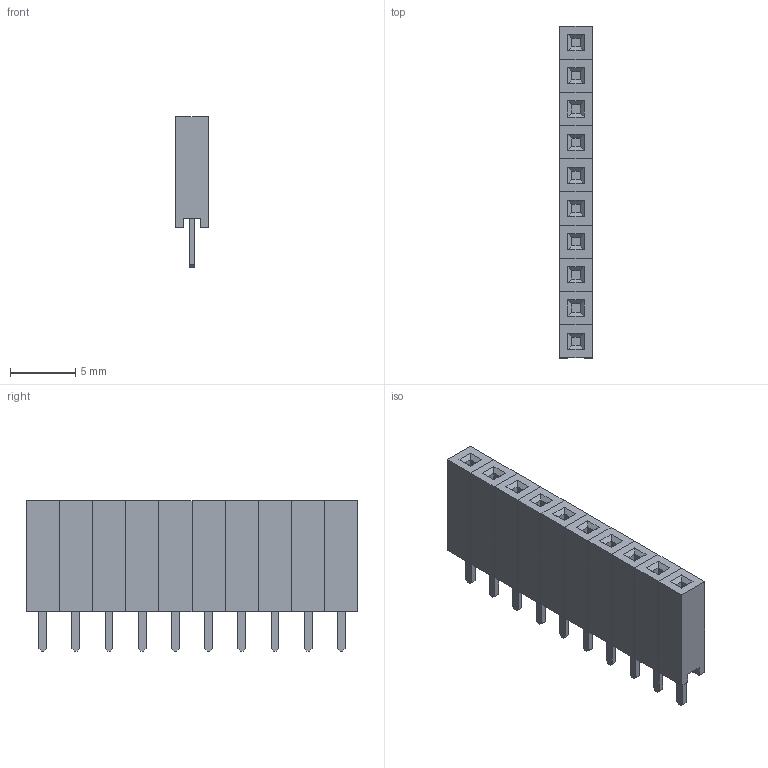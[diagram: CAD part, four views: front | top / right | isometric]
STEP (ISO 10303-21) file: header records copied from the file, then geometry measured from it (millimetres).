
FILE_DESCRIPTION(/* description */ (''),/* implementation_level */ '2;1');
FILE_NAME(/* name */ 'PBS-10.step',/* time_stamp */ '2021-11-04T16:26:54+03:00',/* author */ (''),/* organization */ (''),/* preprocessor_version */ 'ST-DEVELOPER v18.1',/* originating_system */ 'Autodesk Translation Framework v10.10.0.1391',/* authorisation */ '');
FILE_SCHEMA (('AUTOMOTIVE_DESIGN { 1 0 10303 214 3 1 1 }'));
Length unit declared in the file: millimetre
Products named in the file (1): PBS-10
Bounding box: 2.5 x 25.4 x 11.5 mm (x, y, z)
Volume: 498.7 mm3; surface area: 1231.8 mm2
Topology: 20 solids, 20 shells, 270 faces, 620 edges, 400 vertices
Faces by surface type: plane 270
Entity records: 7432 total; most frequent: CARTESIAN_POINT 1291, ORIENTED_EDGE 1240, DIRECTION 1162, LINE 620, VECTOR 620, EDGE_CURVE 620, VERTEX_POINT 400, EDGE_LOOP 280
